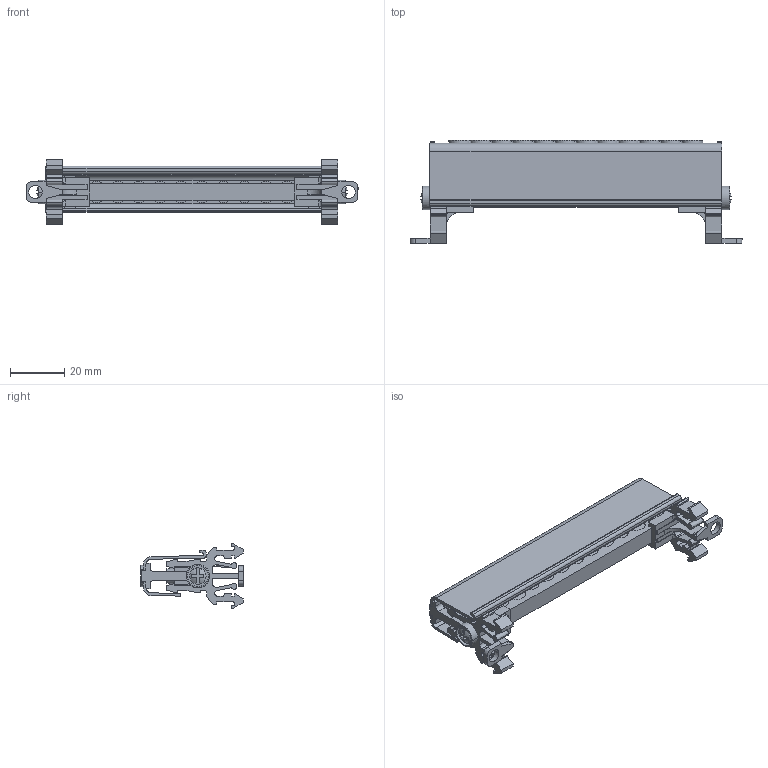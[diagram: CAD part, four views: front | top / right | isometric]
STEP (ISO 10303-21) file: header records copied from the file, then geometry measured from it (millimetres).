
FILE_DESCRIPTION (( 'STEP AP203' ), '1' );
FILE_NAME ('7x12 Tek Kutuplu Daðýtýcý Ünite - 12 Delikli.STEP', '2018-12-06T14:36:44', ( '' ), ( '' ), 'SwSTEP 2.0', 'SolidWorks 2011', '' );
FILE_SCHEMA (( 'CONFIG_CONTROL_DESIGN' ));
Length unit declared in the file: millimetre
Products named in the file (1): 7x12 Tek Kutuplu Daðýtýcý Ünite - 12 Delikli
Bounding box: 122.48 x 37.99 x 24 mm (x, y, z)
Volume: 18413.7 mm3; surface area: 21755.9 mm2
Topology: 1 solids, 4 shells, 964 faces, 2749 edges, 1826 vertices
Faces by surface type: plane 506, cylinder 260, cone 128, bspline 58, torus 12
Entity records: 33164 total; most frequent: CARTESIAN_POINT 7888, ORIENTED_EDGE 5498, DIRECTION 5087, EDGE_CURVE 2749, VERTEX_POINT 1826, AXIS2_PLACEMENT_3D 1743, VECTOR 1601, LINE 1601
